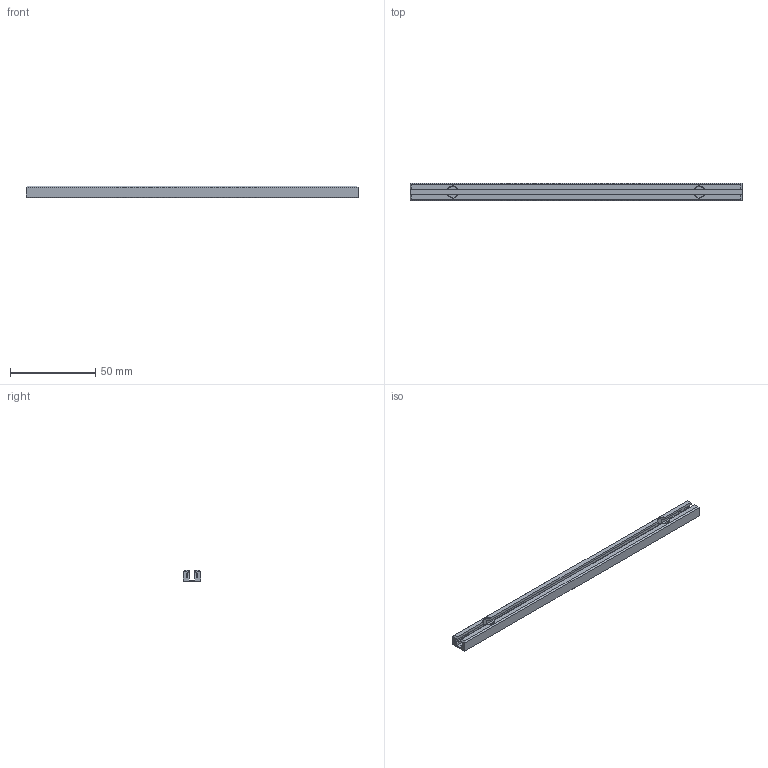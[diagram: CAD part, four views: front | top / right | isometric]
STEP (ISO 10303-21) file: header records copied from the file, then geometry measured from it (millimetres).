
FILE_DESCRIPTION(/* description */ (''),/* implementation_level */ '2;1');
FILE_NAME(/* name */ 'Mounting Bar.step',/* time_stamp */ '2023-01-13T18:04:53-06:00',/* author */ (''),/* organization */ (''),/* preprocessor_version */ 'ST-DEVELOPER v19.2',/* originating_system */ 'Autodesk Translation Framework v11.17.0.187',/* authorisation */ '');
FILE_SCHEMA (('AUTOMOTIVE_DESIGN { 1 0 10303 214 3 1 1 }'));
Length unit declared in the file: millimetre
Products named in the file (1): Mounting Bar
Bounding box: 195 x 10 x 7 mm (x, y, z)
Volume: 8373.1 mm3; surface area: 9624.3 mm2
Topology: 1 solids, 1 shells, 101 faces, 277 edges, 178 vertices
Faces by surface type: plane 85, cylinder 12, cone 4
Entity records: 3180 total; most frequent: CARTESIAN_POINT 573, ORIENTED_EDGE 554, DIRECTION 517, EDGE_CURVE 277, LINE 225, VECTOR 225, VERTEX_POINT 178, AXIS2_PLACEMENT_3D 146
